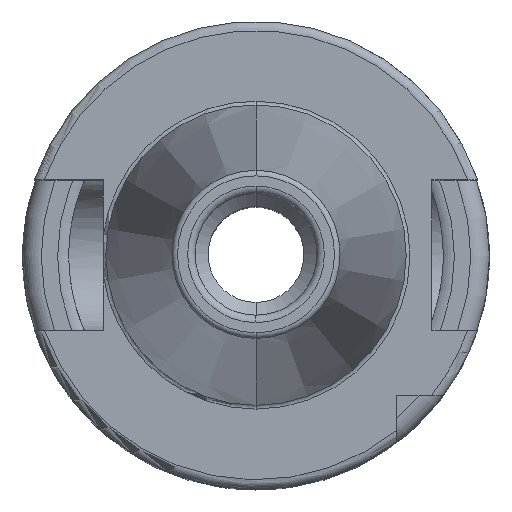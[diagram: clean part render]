
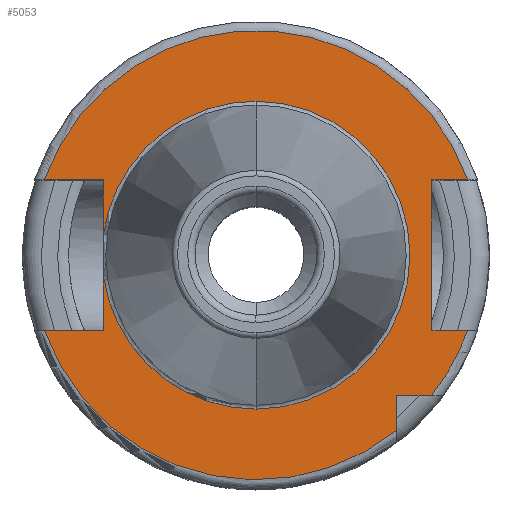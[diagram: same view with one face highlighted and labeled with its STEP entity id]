
A CAD part, top view. The second image highlights one B-rep face of the part: STEP entity #5053.
In plain terms, the highlighted planar face has unit normal (0, 0, 1).
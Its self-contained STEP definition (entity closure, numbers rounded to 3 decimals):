
#227=DIRECTION('',(1,0,0));
#228=VECTOR('',#227,6.31);
#229=CARTESIAN_POINT('',(-22.61,-8.05,15.9));
#230=LINE('',#229,#228);
#231=DIRECTION('',(0,1,0));
#232=VECTOR('',#231,5.834);
#233=CARTESIAN_POINT('',(-16.3,-8.05,15.9));
#234=LINE('',#233,#232);
#235=DIRECTION('',(0,1,0));
#236=VECTOR('',#235,5.834);
#237=CARTESIAN_POINT('',(-16.3,2.216,15.9));
#238=LINE('',#237,#236);
#239=DIRECTION('',(1,0,0));
#240=VECTOR('',#239,6.31);
#241=CARTESIAN_POINT('',(-22.61,8.05,15.9));
#242=LINE('',#241,#240);
#243=DIRECTION('',(-1,0,0));
#244=VECTOR('',#243,3.81);
#245=CARTESIAN_POINT('',(22.61,8.05,15.9));
#246=LINE('',#245,#244);
#247=DIRECTION('',(0,-1,0));
#248=VECTOR('',#247,16.1);
#249=CARTESIAN_POINT('',(18.8,8.05,15.9));
#250=LINE('',#249,#248);
#251=DIRECTION('',(-1,0,0));
#252=VECTOR('',#251,3.81);
#253=CARTESIAN_POINT('',(22.61,-8.05,15.9));
#254=LINE('',#253,#252);
#255=CARTESIAN_POINT('',(0,0,15.9));
#256=DIRECTION('',(0,0,1));
#257=DIRECTION('',(0.781,-0.625,0));
#258=AXIS2_PLACEMENT_3D('',#255,#256,#257);
#260=DIRECTION('',(-1,0,0));
#261=VECTOR('',#260,3.735);
#262=CARTESIAN_POINT('',(18.735,-15,15.9));
#263=LINE('',#262,#261);
#264=DIRECTION('',(0,1,0));
#265=VECTOR('',#264,3.735);
#266=CARTESIAN_POINT('',(15,-18.735,15.9));
#267=LINE('',#266,#265);
#883=CARTESIAN_POINT('',(0,0,15.9));
#884=DIRECTION('',(0,0,1));
#885=DIRECTION('',(0.942,0.335,0));
#886=AXIS2_PLACEMENT_3D('',#883,#884,#885);
#934=CARTESIAN_POINT('',(0,0,15.9));
#935=DIRECTION('',(0,0,1));
#936=DIRECTION('',(-0.942,-0.335,0));
#937=AXIS2_PLACEMENT_3D('',#934,#935,#936);
#966=CARTESIAN_POINT('',(0,0,15.9));
#967=DIRECTION('',(0,0,1));
#968=DIRECTION('',(0,1,0));
#969=AXIS2_PLACEMENT_3D('',#966,#967,#968);
#981=CARTESIAN_POINT('',(0,0,15.9));
#982=DIRECTION('',(0,0,1));
#983=DIRECTION('',(-0.991,-0.135,0));
#984=AXIS2_PLACEMENT_3D('',#981,#982,#983);
#986=CARTESIAN_POINT('',(0,0,15.9));
#987=DIRECTION('',(0,0,-1));
#988=DIRECTION('',(0,1,0));
#989=AXIS2_PLACEMENT_3D('',#986,#987,#988);
#3999=CARTESIAN_POINT('',(0,16.45,15.9));
#4001=VERTEX_POINT('',#3999);
#4021=CARTESIAN_POINT('',(0,-16.45,15.9));
#4023=VERTEX_POINT('',#4021);
#4111=CARTESIAN_POINT('',(-22.61,-8.05,15.9));
#4112=CARTESIAN_POINT('',(-16.3,-8.05,15.9));
#4113=VERTEX_POINT('',#4111);
#4114=VERTEX_POINT('',#4112);
#4115=CARTESIAN_POINT('',(-16.3,-2.216,15.9));
#4116=VERTEX_POINT('',#4115);
#4117=CARTESIAN_POINT('',(-16.3,2.216,15.9));
#4118=CARTESIAN_POINT('',(-16.3,8.05,15.9));
#4119=VERTEX_POINT('',#4117);
#4120=VERTEX_POINT('',#4118);
#4121=CARTESIAN_POINT('',(-22.61,8.05,15.9));
#4122=VERTEX_POINT('',#4121);
#4123=CARTESIAN_POINT('',(18.8,8.05,15.9));
#4124=CARTESIAN_POINT('',(18.8,-8.05,15.9));
#4125=VERTEX_POINT('',#4123);
#4126=VERTEX_POINT('',#4124);
#4127=CARTESIAN_POINT('',(22.61,-8.05,15.9));
#4128=VERTEX_POINT('',#4127);
#4129=CARTESIAN_POINT('',(22.61,8.05,15.9));
#4130=VERTEX_POINT('',#4129);
#4131=CARTESIAN_POINT('',(15,-18.735,15.9));
#4132=CARTESIAN_POINT('',(15,-15,15.9));
#4133=VERTEX_POINT('',#4131);
#4134=VERTEX_POINT('',#4132);
#4135=CARTESIAN_POINT('',(18.735,-15,15.9));
#4136=VERTEX_POINT('',#4135);
#5021=CARTESIAN_POINT('',(0,0,15.9));
#5022=DIRECTION('',(0,0,-1));
#5023=DIRECTION('',(0,-1,0));
#5024=AXIS2_PLACEMENT_3D('',#5021,#5022,#5023);
#5025=PLANE('',#5024);
#5027=ORIENTED_EDGE('',*,*,#5026,.T.);
#5029=ORIENTED_EDGE('',*,*,#5028,.T.);
#5031=ORIENTED_EDGE('',*,*,#5030,.T.);
#5033=ORIENTED_EDGE('',*,*,#5032,.F.);
#5035=ORIENTED_EDGE('',*,*,#5034,.T.);
#5037=ORIENTED_EDGE('',*,*,#5036,.T.);
#5039=ORIENTED_EDGE('',*,*,#5038,.F.);
#5041=ORIENTED_EDGE('',*,*,#5040,.F.);
#5042=ORIENTED_EDGE('',*,*,#4868,.T.);
#5043=ORIENTED_EDGE('',*,*,#4723,.T.);
#5044=ORIENTED_EDGE('',*,*,#4700,.F.);
#5046=ORIENTED_EDGE('',*,*,#5045,.F.);
#5047=ORIENTED_EDGE('',*,*,#4999,.T.);
#5048=ORIENTED_EDGE('',*,*,#4986,.F.);
#5050=ORIENTED_EDGE('',*,*,#5049,.F.);
#5051=EDGE_LOOP('',(#5027,#5029,#5031,#5033,#5035,#5037,#5039,#5041,#5042,#5043,
#5044,#5046,#5047,#5048,#5050));
#5052=FACE_OUTER_BOUND('',#5051,.F.);
#5053=ADVANCED_FACE('',(#5052),#5025,.F.);
#259=CIRCLE('',#258,24);
#887=CIRCLE('',#886,24);
#938=CIRCLE('',#937,24);
#970=CIRCLE('',#969,16.45);
#985=CIRCLE('',#984,16.45);
#990=CIRCLE('',#989,16.45);
#4700=EDGE_CURVE('',#4128,#4126,#254,.T.);
#4723=EDGE_CURVE('',#4125,#4126,#250,.T.);
#4868=EDGE_CURVE('',#4130,#4125,#246,.T.);
#4986=EDGE_CURVE('',#4133,#4134,#267,.T.);
#4999=EDGE_CURVE('',#4136,#4134,#263,.T.);
#5026=EDGE_CURVE('',#4113,#4114,#230,.T.);
#5028=EDGE_CURVE('',#4114,#4116,#234,.T.);
#5030=EDGE_CURVE('',#4116,#4023,#985,.T.);
#5032=EDGE_CURVE('',#4001,#4023,#990,.T.);
#5034=EDGE_CURVE('',#4001,#4119,#970,.T.);
#5036=EDGE_CURVE('',#4119,#4120,#238,.T.);
#5038=EDGE_CURVE('',#4122,#4120,#242,.T.);
#5040=EDGE_CURVE('',#4130,#4122,#887,.T.);
#5045=EDGE_CURVE('',#4136,#4128,#259,.T.);
#5049=EDGE_CURVE('',#4113,#4133,#938,.T.);
